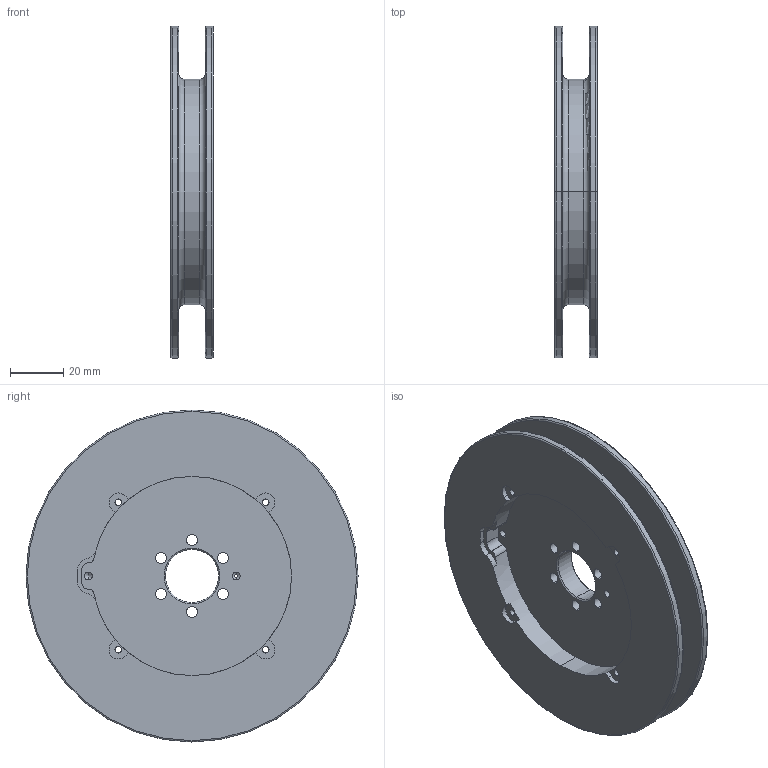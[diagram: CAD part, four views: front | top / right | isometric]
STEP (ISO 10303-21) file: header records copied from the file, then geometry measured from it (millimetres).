
FILE_DESCRIPTION (( 'STEP AP214' ), '1' );
FILE_NAME ('K4-ENROULEUR.STEP', '2022-05-23T19:17:46', ( '' ), ( '' ), 'SwSTEP 2.0', 'SolidWorks 2021', '' );
FILE_SCHEMA (( 'AUTOMOTIVE_DESIGN' ));
Length unit declared in the file: millimetre
Products named in the file (1): K4-ENROULEUR
Bounding box: 16 x 125 x 125 mm (x, y, z)
Volume: 91196.4 mm3; surface area: 44813.7 mm2
Topology: 1 solids, 1 shells, 95 faces, 252 edges, 160 vertices
Faces by surface type: cylinder 54, plane 20, torus 13, cone 8
Entity records: 3321 total; most frequent: DIRECTION 587, CARTESIAN_POINT 536, ORIENTED_EDGE 500, EDGE_CURVE 250, AXIS2_PLACEMENT_3D 245, VERTEX_POINT 160, CIRCLE 149, EDGE_LOOP 124
